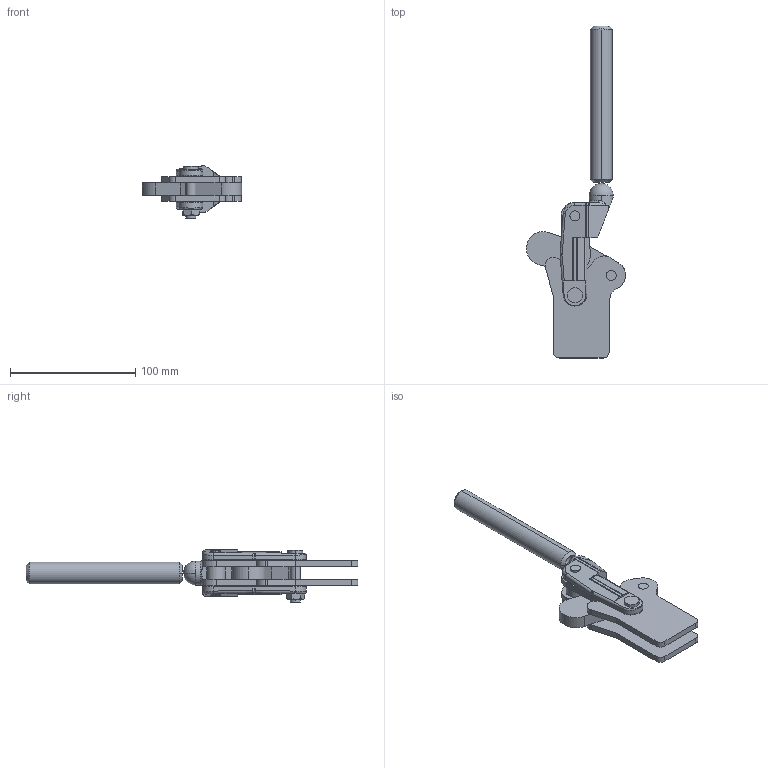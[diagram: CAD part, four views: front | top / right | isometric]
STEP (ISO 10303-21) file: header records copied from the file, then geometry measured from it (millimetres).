
FILE_DESCRIPTION (( 'STEP AP214' ), '1' );
FILE_NAME ('GH-70315(Â²¤Æ)-1.STEP', '2020-03-06T06:27:40', ( 'LinWei' ), ( '' ), 'SwSTEP 2.0', 'SolidWorks 2016', '' );
FILE_SCHEMA (( 'AUTOMOTIVE_DESIGN' ));
Length unit declared in the file: millimetre
Products named in the file (6): 37031008-1^GH-70315(簡化)-1; Group1^GH-70315(簡化)-1; Group2^GH-70315(簡化)-1; 17031001-1^GH-70315(簡化)-1; Group5^GH-70315(簡化)-1; GH-70315(簡化)-1
Assembly tree (5 placements, depth 2):
  GH-70315(簡化)-1
    Group5^GH-70315(簡化)-1
    17031001-1^GH-70315(簡化)-1
    Group2^GH-70315(簡化)-1
    Group1^GH-70315(簡化)-1
    37031008-1^GH-70315(簡化)-1
Bounding box: 79.26 x 265.2 x 41.6 mm (x, y, z)
Volume: 118321.7 mm3; surface area: 54639.7 mm2
Topology: 5 solids, 5 shells, 223 faces, 561 edges, 354 vertices
Faces by surface type: cylinder 99, plane 75, cone 16, bspline 16, torus 13, sphere 4
Entity records: 7851 total; most frequent: CARTESIAN_POINT 1900, DIRECTION 1157, ORIENTED_EDGE 1110, EDGE_CURVE 555, AXIS2_PLACEMENT_3D 457, VERTEX_POINT 354, EDGE_LOOP 253, VECTOR 243
